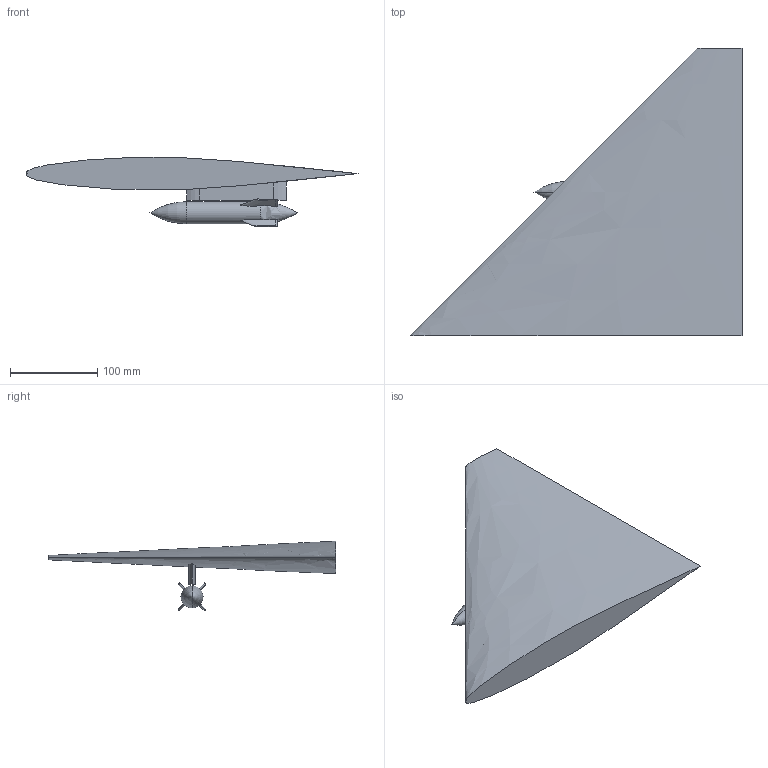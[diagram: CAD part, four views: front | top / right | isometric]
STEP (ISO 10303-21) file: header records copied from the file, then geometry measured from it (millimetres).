
FILE_DESCRIPTION (( 'STEP AP214' ), '1' );
FILE_NAME ('wing_store.STEP', '2023-06-29T04:05:50', ( '' ), ( '' ), 'SwSTEP 2.0', 'SolidWorks 2022', '' );
FILE_SCHEMA (( 'AUTOMOTIVE_DESIGN' ));
Length unit declared in the file: inch
Products named in the file (1): wing_store
Bounding box: 381 x 330.2 x 79.68 mm (x, y, z)
Volume: 1292079.2 mm3; surface area: 173882.1 mm2
Topology: 2 solids, 2 shells, 29 faces, 82 edges, 54 vertices
Faces by surface type: bspline 10, plane 9, cylinder 6, torus 4
Entity records: 6638 total; most frequent: CARTESIAN_POINT 5931, ORIENTED_EDGE 156, DIRECTION 100, EDGE_CURVE 78, VERTEX_POINT 54, AXIS2_PLACEMENT_3D 36, B_SPLINE_CURVE_WITH_KNOTS 34, EDGE_LOOP 30
